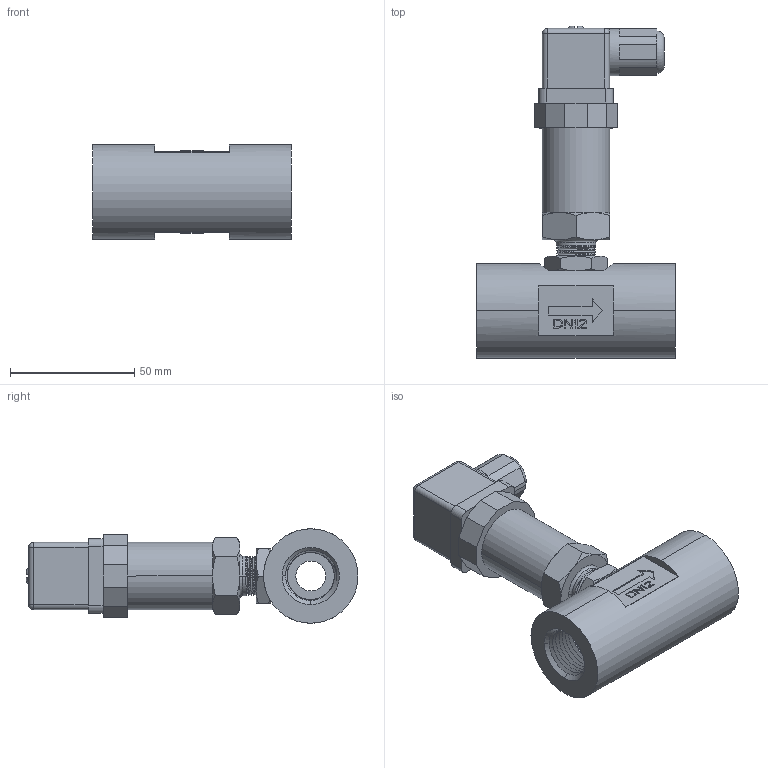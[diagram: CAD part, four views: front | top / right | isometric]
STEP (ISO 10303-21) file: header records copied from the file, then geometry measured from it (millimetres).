
FILE_DESCRIPTION (( 'STEP AP214' ), '1' );
FILE_NAME ('FM100-DN12FK.STEP', '2021-08-24T06:39:09', ( '' ), ( '' ), 'SwSTEP 2.0', 'SolidWorks 2018', '' );
FILE_SCHEMA (( 'AUTOMOTIVE_DESIGN' ));
Length unit declared in the file: millimetre
Products named in the file (9): FM120-05.stp; FM100-F-M16M.stp; FM100-MCT_ASM.stp; DN12-G12K-L80.stp; ARB03S-2PE3PE.stp; FM100-HSM.stp; FM100-DN12FK.stp; FM100-DN12FK; FXHSM-ARB03S-2PE3PE_ASM.stp
Assembly tree (8 placements, depth 5):
  FM100-DN12FK
    FM100-DN12FK.stp
      FM100-MCT_ASM.stp
        FXHSM-ARB03S-2PE3PE_ASM.stp
          FM100-HSM.stp
          ARB03S-2PE3PE.stp
        FM100-F-M16M.stp
        FM120-05.stp
      DN12-G12K-L80.stp
Bounding box: 80 x 133.5 x 38 mm (x, y, z)
Volume: 131195.6 mm3; surface area: 38476.5 mm2
Topology: 3 solids, 8 shells, 488 faces, 1337 edges, 883 vertices
Faces by surface type: plane 336, cylinder 70, cone 42, bspline 32, torus 4, sphere 4
Entity records: 23050 total; most frequent: CARTESIAN_POINT 10723, ORIENTED_EDGE 2658, DIRECTION 2234, EDGE_CURVE 1333, VECTOR 902, LINE 902, VERTEX_POINT 883, AXIS2_PLACEMENT_3D 666
